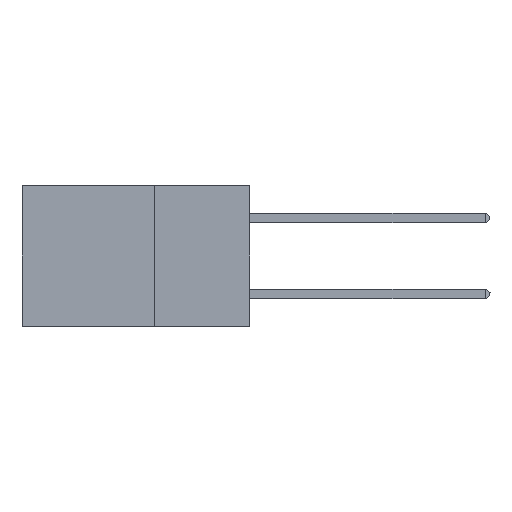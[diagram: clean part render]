
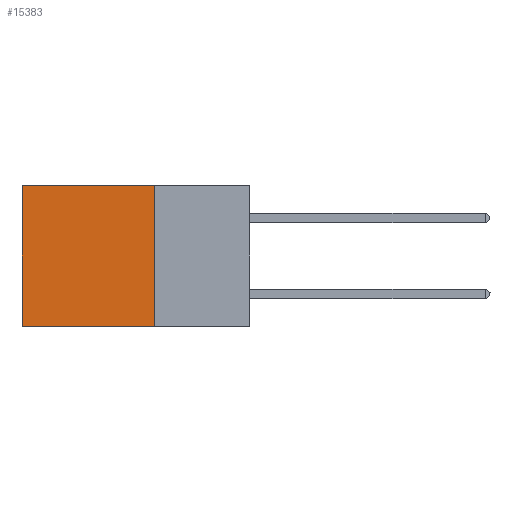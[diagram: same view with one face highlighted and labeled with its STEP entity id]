
A CAD part, left-side view. The second image highlights one B-rep face of the part: STEP entity #15383.
In plain terms, the highlighted planar face has unit normal (-1, 0, 0).
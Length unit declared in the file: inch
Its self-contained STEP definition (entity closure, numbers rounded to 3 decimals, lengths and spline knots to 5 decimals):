
#1326 = EDGE_CURVE ( 'NONE', #31029, #32254, #30662, .T. ) ;
#1371 = LINE ( 'NONE', #20367, #4294 ) ;
#4294 = VECTOR ( 'NONE', #7023, 39.37008 ) ;
#6614 = CARTESIAN_POINT ( 'NONE',  ( 0.2875, 0.6, 0. ) ) ;
#7023 = DIRECTION ( 'NONE',  ( 0., 1., 0. ) ) ;
#7196 = DIRECTION ( 'NONE',  ( 0., 1., 0. ) ) ;
#9222 = LINE ( 'NONE', #6614, #9646 ) ;
#9262 = CARTESIAN_POINT ( 'NONE',  ( 0.2875, 0.25, 0. ) ) ;
#9595 = ORIENTED_EDGE ( 'NONE', *, *, #22767, .F. ) ;
#9646 = VECTOR ( 'NONE', #14148, 39.37008 ) ;
#12805 = ORIENTED_EDGE ( 'NONE', *, *, #15741, .T. ) ;
#14148 = DIRECTION ( 'NONE',  ( 0., 0., -1. ) ) ;
#15078 = DIRECTION ( 'NONE',  ( 0., 0., -1. ) ) ;
#15230 = VERTEX_POINT ( 'NONE', #16485 ) ;
#15383 = ADVANCED_FACE ( 'NONE', ( #22630 ), #33340, .F. ) ;
#15408 = VECTOR ( 'NONE', #25406, 39.37008 ) ;
#15741 = EDGE_CURVE ( 'NONE', #15230, #32865, #9222, .T. ) ;
#16247 = ORIENTED_EDGE ( 'NONE', *, *, #22743, .T. ) ;
#16485 = CARTESIAN_POINT ( 'NONE',  ( 0.2875, 0.6, 0. ) ) ;
#17335 = CARTESIAN_POINT ( 'NONE',  ( 0.2875, 0.25, 0. ) ) ;
#19991 = DIRECTION ( 'NONE',  ( 1., 0., 0. ) ) ;
#20367 = CARTESIAN_POINT ( 'NONE',  ( 0.2875, 0.25, -0.37 ) ) ;
#22630 = FACE_OUTER_BOUND ( 'NONE', #23602, .T. ) ;
#22743 = EDGE_CURVE ( 'NONE', #31029, #15230, #30901, .T. ) ;
#22767 = EDGE_CURVE ( 'NONE', #32254, #32865, #1371, .T. ) ;
#23602 = EDGE_LOOP ( 'NONE', ( #12805, #9595, #26899, #16247 ) ) ;
#25406 = DIRECTION ( 'NONE',  ( 0., 0., -1. ) ) ;
#25935 = AXIS2_PLACEMENT_3D ( 'NONE', #9262, #19991, #15078 ) ;
#26899 = ORIENTED_EDGE ( 'NONE', *, *, #1326, .F. ) ;
#27710 = CARTESIAN_POINT ( 'NONE',  ( 0.2875, 0.25, -0.37 ) ) ;
#30364 = CARTESIAN_POINT ( 'NONE',  ( 0.2875, 0.25, 0. ) ) ;
#30662 = LINE ( 'NONE', #17335, #15408 ) ;
#30901 = LINE ( 'NONE', #34052, #32323 ) ;
#31029 = VERTEX_POINT ( 'NONE', #30364 ) ;
#32254 = VERTEX_POINT ( 'NONE', #27710 ) ;
#32323 = VECTOR ( 'NONE', #7196, 39.37008 ) ;
#32865 = VERTEX_POINT ( 'NONE', #33648 ) ;
#33340 = PLANE ( 'NONE',  #25935 ) ;
#33648 = CARTESIAN_POINT ( 'NONE',  ( 0.2875, 0.6, -0.37 ) ) ;
#34052 = CARTESIAN_POINT ( 'NONE',  ( 0.2875, 0.25, 0. ) ) ;
